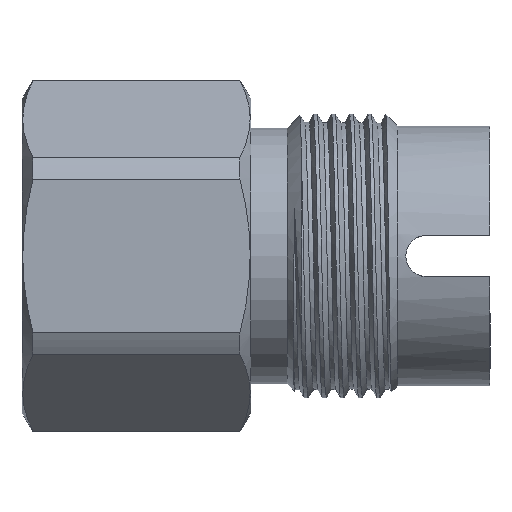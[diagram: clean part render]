
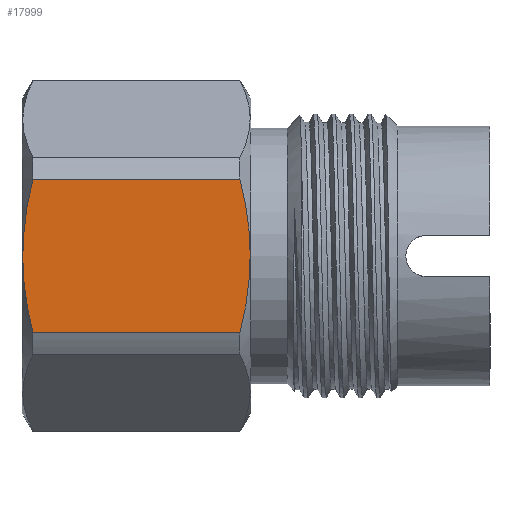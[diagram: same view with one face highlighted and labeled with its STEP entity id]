
A CAD part, left-side view. The second image highlights one B-rep face of the part: STEP entity #17999.
In plain terms, the highlighted planar face has unit normal (-1, 0, 0).
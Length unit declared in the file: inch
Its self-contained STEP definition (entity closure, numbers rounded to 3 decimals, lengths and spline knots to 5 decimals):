
#237 = CARTESIAN_POINT ( 'NONE',  ( -0.625, 0.94879, 0.0511 ) ) ;
#303 = CARTESIAN_POINT ( 'NONE',  ( -0.625, 0.982, -0.27904 ) ) ;
#366 = CARTESIAN_POINT ( 'NONE',  ( -0.625, 0.97583, 0.25459 ) ) ;
#393 = CARTESIAN_POINT ( 'NONE',  ( -0.625, 1.8067, -0.30397 ) ) ;
#395 = CARTESIAN_POINT ( 'NONE',  ( -0.625, 0., -0.30397 ) ) ;
#1790 = EDGE_CURVE ( 'NONE', #10036, #7538, #10393, .T. ) ;
#1814 = CARTESIAN_POINT ( 'NONE',  ( -0.625, 1.84712, 0.02545 ) ) ;
#1937 = CARTESIAN_POINT ( 'NONE',  ( -0.625, 0.95513, 0.12829 ) ) ;
#2013 = CARTESIAN_POINT ( 'NONE',  ( -0.625, 1.8067, 0.30397 ) ) ;
#2663 = CARTESIAN_POINT ( 'NONE',  ( -0.625, 1.8067, 0.30397 ) ) ;
#2906 = VECTOR ( 'NONE', #13091, 39.37008 ) ;
#3117 = EDGE_CURVE ( 'NONE', #7538, #10909, #6458, .T. ) ;
#3504 = CARTESIAN_POINT ( 'NONE',  ( -0.625, 0.96627, -0.20342 ) ) ;
#4077 = AXIS2_PLACEMENT_3D ( 'NONE', #9099, #12330, #15300 ) ;
#4522 = CARTESIAN_POINT ( 'NONE',  ( -0.625, 0.9883, 0.30397 ) ) ;
#4756 = ORIENTED_EDGE ( 'NONE', *, *, #14932, .F. ) ;
#4907 = ORIENTED_EDGE ( 'NONE', *, *, #3117, .F. ) ;
#4947 = CARTESIAN_POINT ( 'NONE',  ( -0.625, 1.81917, 0.25459 ) ) ;
#5015 = CARTESIAN_POINT ( 'NONE',  ( -0.625, 1.8067, -0.30397 ) ) ;
#5075 = CARTESIAN_POINT ( 'NONE',  ( -0.625, 0.96565, 0.20459 ) ) ;
#6111 = FACE_OUTER_BOUND ( 'NONE', #8934, .T. ) ;
#6458 = LINE ( 'NONE', #395, #7926 ) ;
#6597 = CARTESIAN_POINT ( 'NONE',  ( -0.625, 1.813, -0.27904 ) ) ;
#6660 = CARTESIAN_POINT ( 'NONE',  ( -0.625, 1.84621, 0.0511 ) ) ;
#7314 = EDGE_CURVE ( 'NONE', #14025, #10036, #7566, .T. ) ;
#7328 = CARTESIAN_POINT ( 'NONE',  ( -0.625, 0.9883, -0.30397 ) ) ;
#7538 = VERTEX_POINT ( 'NONE', #7328 ) ;
#7566 = LINE ( 'NONE', #11406, #2906 ) ;
#7926 = VECTOR ( 'NONE', #9956, 39.37008 ) ;
#8223 = ORIENTED_EDGE ( 'NONE', *, *, #1790, .F. ) ;
#8934 = EDGE_LOOP ( 'NONE', ( #4907, #8223, #8994, #4756 ) ) ;
#8994 = ORIENTED_EDGE ( 'NONE', *, *, #7314, .F. ) ;
#9099 = CARTESIAN_POINT ( 'NONE',  ( -0.625, 1.85, -0.36084 ) ) ;
#9731 = CARTESIAN_POINT ( 'NONE',  ( -0.625, 0.9883, 0.30397 ) ) ;
#9956 = DIRECTION ( 'NONE',  ( 0., 1., 0. ) ) ;
#10036 = VERTEX_POINT ( 'NONE', #4522 ) ;
#10393 = B_SPLINE_CURVE_WITH_KNOTS ( 'NONE', 3,
 ( #9731, #366, #5075, #1937, #12815, #237, #11386, #11319, #11186, #12745, #3504, #15930, #303, #14429 ),
 .UNSPECIFIED., .F., .F.,
 ( 4, 2, 2, 2, 2, 2, 4 ),
 ( 0.00823, 0.01211, 0.01405, 0.01599, 0.01987, 0.02181, 0.02375 ),
 .UNSPECIFIED. ) ;
#10909 = VERTEX_POINT ( 'NONE', #393 ) ;
#11130 = CARTESIAN_POINT ( 'NONE',  ( -0.625, 1.84343, -0.10219 ) ) ;
#11186 = CARTESIAN_POINT ( 'NONE',  ( -0.625, 0.95157, -0.10219 ) ) ;
#11197 = CARTESIAN_POINT ( 'NONE',  ( -0.625, 1.81873, -0.25383 ) ) ;
#11319 = CARTESIAN_POINT ( 'NONE',  ( -0.625, 0.94789, -0.0513 ) ) ;
#11328 = CARTESIAN_POINT ( 'NONE',  ( -0.625, 1.82873, -0.20342 ) ) ;
#11386 = CARTESIAN_POINT ( 'NONE',  ( -0.625, 0.94788, 0.02545 ) ) ;
#11406 = CARTESIAN_POINT ( 'NONE',  ( -0.625, 0., 0.30397 ) ) ;
#12330 = DIRECTION ( 'NONE',  ( 1., 0., 0. ) ) ;
#12745 = CARTESIAN_POINT ( 'NONE',  ( -0.625, 0.96199, -0.17815 ) ) ;
#12815 = CARTESIAN_POINT ( 'NONE',  ( -0.625, 0.95241, 0.10254 ) ) ;
#13091 = DIRECTION ( 'NONE',  ( 0., -1., 0. ) ) ;
#14025 = VERTEX_POINT ( 'NONE', #2663 ) ;
#14242 = CARTESIAN_POINT ( 'NONE',  ( -0.625, 1.84259, 0.10254 ) ) ;
#14306 = CARTESIAN_POINT ( 'NONE',  ( -0.625, 1.83987, 0.12829 ) ) ;
#14429 = CARTESIAN_POINT ( 'NONE',  ( -0.625, 0.9883, -0.30397 ) ) ;
#14505 = CARTESIAN_POINT ( 'NONE',  ( -0.625, 1.82935, 0.20459 ) ) ;
#14932 = EDGE_CURVE ( 'NONE', #10909, #14025, #16307, .T. ) ;
#15300 = DIRECTION ( 'NONE',  ( 0., 0., -1. ) ) ;
#15930 = CARTESIAN_POINT ( 'NONE',  ( -0.625, 0.97627, -0.25383 ) ) ;
#16307 = B_SPLINE_CURVE_WITH_KNOTS ( 'NONE', 3,
 ( #5015, #6597, #11197, #11328, #17575, #11130, #17645, #1814, #6660, #14242, #14306, #14505, #4947, #2013 ),
 .UNSPECIFIED., .F., .F.,
 ( 4, 2, 2, 2, 2, 2, 4 ),
 ( 0.01783, 0.01977, 0.02172, 0.02561, 0.02755, 0.0295, 0.03339 ),
 .UNSPECIFIED. ) ;
#16730 = PLANE ( 'NONE',  #4077 ) ;
#17575 = CARTESIAN_POINT ( 'NONE',  ( -0.625, 1.83301, -0.17815 ) ) ;
#17645 = CARTESIAN_POINT ( 'NONE',  ( -0.625, 1.84711, -0.0513 ) ) ;
#17999 = ADVANCED_FACE ( 'NONE', ( #6111 ), #16730, .F. ) ;
